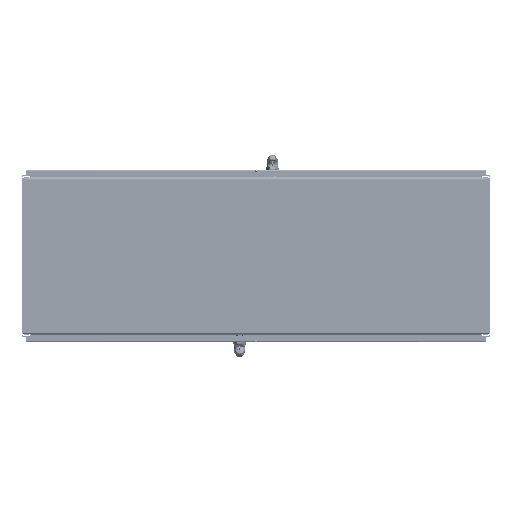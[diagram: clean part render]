
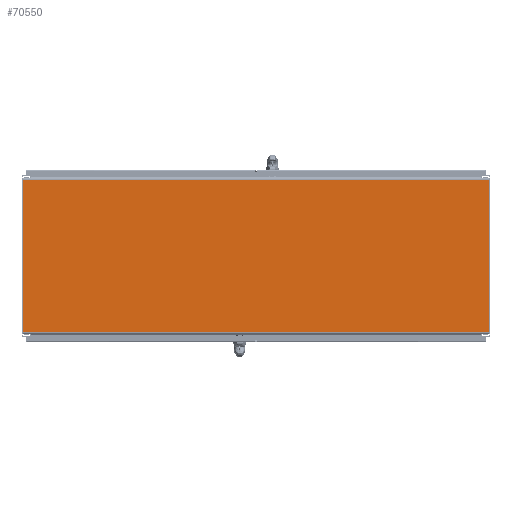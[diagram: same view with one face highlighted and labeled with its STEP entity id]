
A CAD part, front view. The second image highlights one B-rep face of the part: STEP entity #70550.
In plain terms, the highlighted face is planar.
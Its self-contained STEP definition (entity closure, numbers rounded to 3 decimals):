
#12148=PLANE('',#74689);
#13528=LINE('',#100178,#19041);
#13533=LINE('',#100196,#19046);
#13537=LINE('',#100209,#19050);
#13539=LINE('',#100212,#19052);
#19041=VECTOR('',#81560,0.394);
#19046=VECTOR('',#81583,0.394);
#19050=VECTOR('',#81601,0.394);
#19052=VECTOR('',#81605,0.394);
#24625=FACE_OUTER_BOUND('',#27738,.T.);
#27738=EDGE_LOOP('',(#55405,#55406,#55407,#55408));
#34612=VERTEX_POINT('',#100175);
#34613=VERTEX_POINT('',#100177);
#34616=VERTEX_POINT('',#100193);
#34617=VERTEX_POINT('',#100195);
#44114=EDGE_CURVE('',#34613,#34612,#13528,.T.);
#44123=EDGE_CURVE('',#34617,#34616,#13533,.T.);
#44130=EDGE_CURVE('',#34613,#34616,#13537,.T.);
#44132=EDGE_CURVE('',#34617,#34612,#13539,.T.);
#55405=ORIENTED_EDGE('',*,*,#44114,.T.);
#55406=ORIENTED_EDGE('',*,*,#44132,.F.);
#55407=ORIENTED_EDGE('',*,*,#44123,.T.);
#55408=ORIENTED_EDGE('',*,*,#44130,.F.);
#70550=ADVANCED_FACE('',(#24625),#12148,.T.);
#74689=AXIS2_PLACEMENT_3D('',#100211,#81603,#81604);
#81560=DIRECTION('',(1.,0.,0.));
#81583=DIRECTION('',(-1.,0.,0.));
#81601=DIRECTION('',(0.,1.,0.));
#81603=DIRECTION('center_axis',(0.,0.,1.));
#81604=DIRECTION('ref_axis',(1.,0.,0.));
#81605=DIRECTION('',(0.,-1.,0.));
#100175=CARTESIAN_POINT('',(35.929,-11.772,0.134));
#100177=CARTESIAN_POINT('',(-35.929,-11.772,0.134));
#100178=CARTESIAN_POINT('',(-17.964,-11.772,0.134));
#100193=CARTESIAN_POINT('',(-35.929,11.772,0.134));
#100195=CARTESIAN_POINT('',(35.929,11.772,0.134));
#100196=CARTESIAN_POINT('',(17.964,11.772,0.134));
#100209=CARTESIAN_POINT('',(-35.929,-12.063,0.134));
#100211=CARTESIAN_POINT('Origin',(0.,0.,
0.134));
#100212=CARTESIAN_POINT('',(35.929,12.063,0.134));
